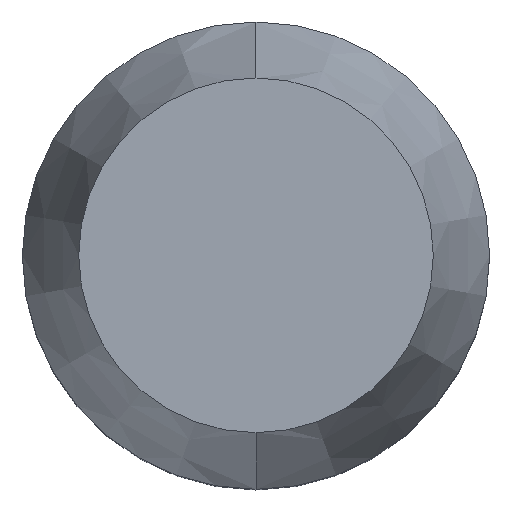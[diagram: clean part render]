
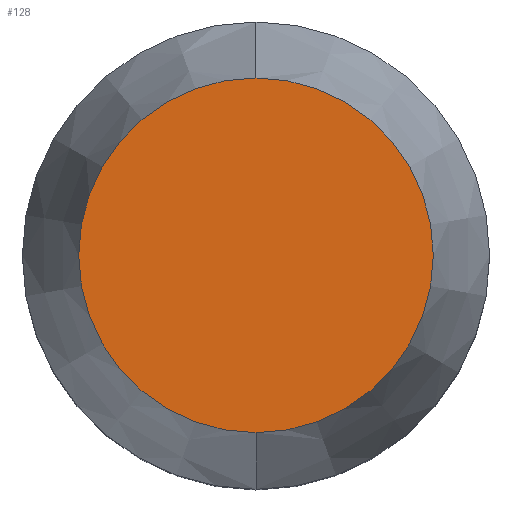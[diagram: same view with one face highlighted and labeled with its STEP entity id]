
A CAD part, top view. The second image highlights one B-rep face of the part: STEP entity #128.
In plain terms, the highlighted planar face has unit normal (0, 0, 1).
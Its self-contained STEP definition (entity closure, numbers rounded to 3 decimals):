
#68=EDGE_CURVE('',#124,#84,#172,.T.);
#84=VERTEX_POINT('',#190);
#124=VERTEX_POINT('',#236);
#128=ADVANCED_FACE('',(#242),#243,.T.);
#140=EDGE_CURVE('',#84,#124,#255,.T.);
#172=CIRCLE('',#279,7.588);
#190=CARTESIAN_POINT('',(0.,-7.588,25.0));
#236=CARTESIAN_POINT('',(0.,7.588,25.0));
#242=FACE_OUTER_BOUND('',#366,.T.);
#243=PLANE('',#367);
#255=CIRCLE('',#383,7.588);
#279=AXIS2_PLACEMENT_3D('',#405,#406,#407);
#366=EDGE_LOOP('',(#509,#510));
#367=AXIS2_PLACEMENT_3D('',#511,#512,#513);
#383=AXIS2_PLACEMENT_3D('',#518,#519,#520);
#405=CARTESIAN_POINT('',(0.,0.,25.0));
#406=DIRECTION('',(0.0,0.0,1.0));
#407=DIRECTION('',(0.,-1.0,0.0));
#509=ORIENTED_EDGE('',*,*,#140,.T.);
#510=ORIENTED_EDGE('',*,*,#68,.T.);
#511=CARTESIAN_POINT('',(0.,-3.794,25.0));
#512=DIRECTION('',(0.0,0.0,1.0));
#513=DIRECTION('',(0.,-1.0,0.0));
#518=CARTESIAN_POINT('',(0.,0.,25.0));
#519=DIRECTION('',(0.0,0.0,1.0));
#520=DIRECTION('',(0.,-1.0,0.0));
